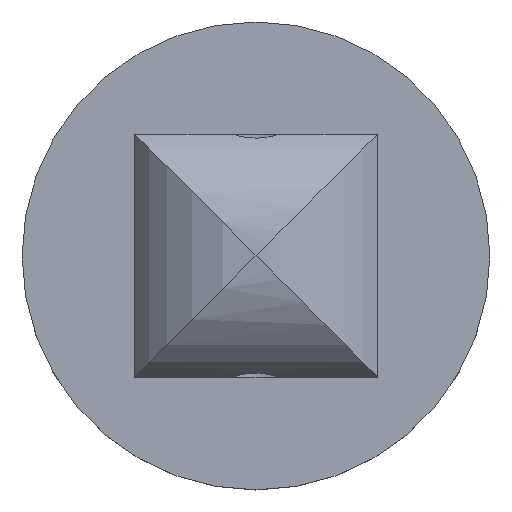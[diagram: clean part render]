
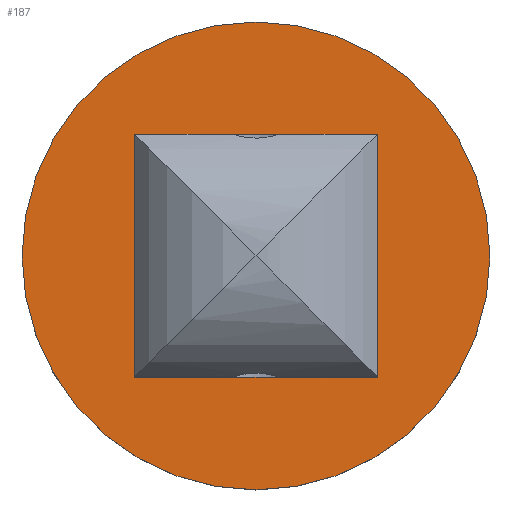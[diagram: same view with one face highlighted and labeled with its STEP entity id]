
A CAD part, top view. The second image highlights one B-rep face of the part: STEP entity #187.
In plain terms, the highlighted planar face has unit normal (0, 0, 1).
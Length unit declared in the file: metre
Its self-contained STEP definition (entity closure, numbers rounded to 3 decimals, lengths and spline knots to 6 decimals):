
#16=PLANE('',#220);
#20=CIRCLE('',#218,0.010607);
#60=ORIENTED_EDGE('',*,*,#98,.T.);
#61=ORIENTED_EDGE('',*,*,#96,.F.);
#62=ORIENTED_EDGE('',*,*,#97,.T.);
#63=ORIENTED_EDGE('',*,*,#90,.T.);
#64=ORIENTED_EDGE('',*,*,#87,.F.);
#87=EDGE_CURVE('',#109,#110,#118,.T.);
#90=EDGE_CURVE('',#111,#110,#121,.T.);
#96=EDGE_CURVE('',#112,#109,#127,.T.);
#97=EDGE_CURVE('',#112,#111,#128,.T.);
#98=EDGE_CURVE('',#113,#113,#20,.T.);
#109=VERTEX_POINT('',#313);
#110=VERTEX_POINT('',#315);
#111=VERTEX_POINT('',#320);
#112=VERTEX_POINT('',#327);
#113=VERTEX_POINT('',#333);
#118=LINE('',#314,#132);
#121=LINE('',#319,#135);
#127=LINE('',#328,#141);
#128=LINE('',#330,#142);
#132=VECTOR('',#249,1.);
#135=VECTOR('',#254,1.);
#141=VECTOR('',#262,1.);
#142=VECTOR('',#265,1.);
#153=EDGE_LOOP('',(#60));
#154=EDGE_LOOP('',(#61,#62,#63,#64));
#168=FACE_BOUND('',#153,.T.);
#169=FACE_BOUND('',#154,.T.);
#187=ADVANCED_FACE('',(#168,#169),#16,.T.);
#218=AXIS2_PLACEMENT_3D('',#332,#268,#269);
#220=AXIS2_PLACEMENT_3D('',#336,#272,#273);
#249=DIRECTION('',(0.,-1.,0.));
#254=DIRECTION('',(-1.,0.,0.));
#262=DIRECTION('',(-1.,0.,0.));
#265=DIRECTION('',(0.,-1.,0.));
#268=DIRECTION('',(0.,0.,1.));
#269=DIRECTION('',(1.,0.,0.));
#272=DIRECTION('',(0.,0.,1.));
#273=DIRECTION('',(1.,0.,0.));
#313=CARTESIAN_POINT('',(-0.0055,0.0055,0.003));
#314=CARTESIAN_POINT('',(-0.0055,0.,0.003));
#315=CARTESIAN_POINT('',(-0.0055,-0.0055,0.003));
#319=CARTESIAN_POINT('',(0.,-0.0055,0.003));
#320=CARTESIAN_POINT('',(0.0055,-0.0055,0.003));
#327=CARTESIAN_POINT('',(0.0055,0.0055,0.003));
#328=CARTESIAN_POINT('',(0.,0.0055,0.003));
#330=CARTESIAN_POINT('',(0.0055,0.,0.003));
#332=CARTESIAN_POINT('',(0.,0.,0.003));
#333=CARTESIAN_POINT('',(0.010607,0.,0.003));
#336=CARTESIAN_POINT('',(0.,0.,0.003));
